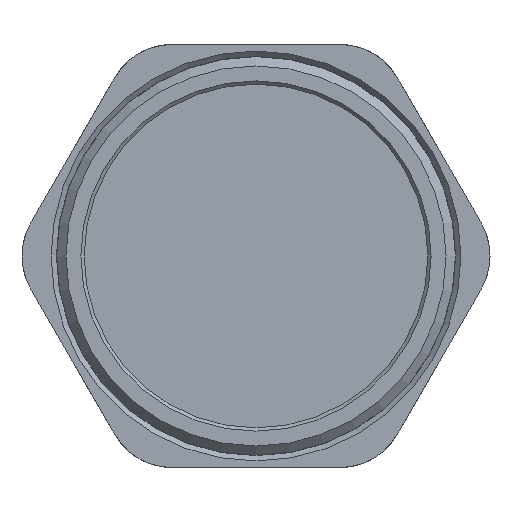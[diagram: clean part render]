
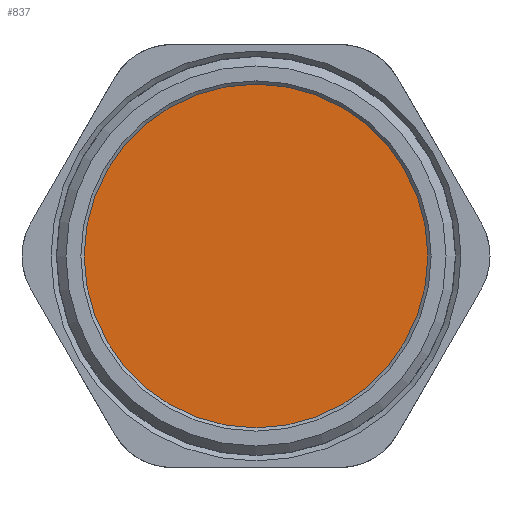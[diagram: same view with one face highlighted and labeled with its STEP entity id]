
A CAD part, front view. The second image highlights one B-rep face of the part: STEP entity #837.
In plain terms, the highlighted planar face has unit normal (0, -1, 0).
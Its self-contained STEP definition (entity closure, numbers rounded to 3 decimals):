
#186=FACE_OUTER_BOUND('',#240,.T.);
#240=EDGE_LOOP('',(#557));
#300=CIRCLE('',#916,26.);
#343=VERTEX_POINT('',#1254);
#427=EDGE_CURVE('',#343,#343,#300,.T.);
#557=ORIENTED_EDGE('',*,*,#427,.T.);
#817=PLANE('',#915);
#837=ADVANCED_FACE('',(#186),#817,.F.);
#915=AXIS2_PLACEMENT_3D('',#1253,#1016,#1017);
#916=AXIS2_PLACEMENT_3D('',#1255,#1018,#1019);
#1016=DIRECTION('center_axis',(0.,1.,0.));
#1017=DIRECTION('ref_axis',(0.,0.,1.));
#1018=DIRECTION('center_axis',(0.,-1.,0.));
#1019=DIRECTION('ref_axis',(-1.,0.,0.));
#1253=CARTESIAN_POINT('Origin',(0.,11.085,0.));
#1254=CARTESIAN_POINT('',(26.,11.085,0.));
#1255=CARTESIAN_POINT('Origin',(0.,11.085,0.));
